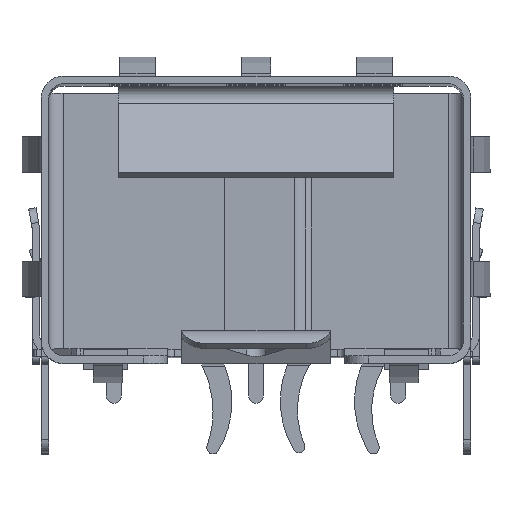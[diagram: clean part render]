
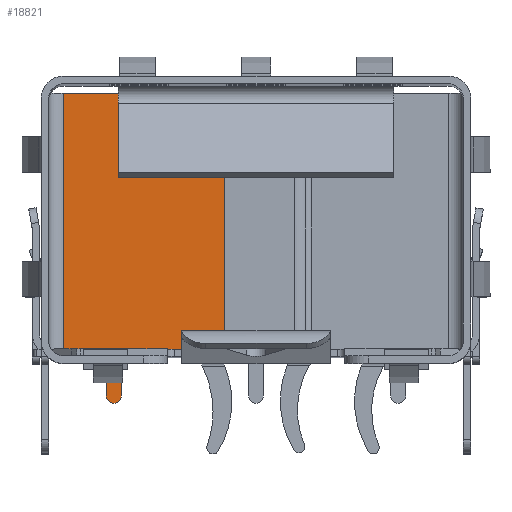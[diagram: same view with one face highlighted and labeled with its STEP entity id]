
A CAD part, top view. The second image highlights one B-rep face of the part: STEP entity #18821.
In plain terms, the highlighted planar face has unit normal (0, 0, 1).
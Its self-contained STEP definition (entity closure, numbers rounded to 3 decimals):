
#287 = CARTESIAN_POINT ( 'NONE',  ( -4.25, -9.21, -48.446 ) ) ;
#394 = CARTESIAN_POINT ( 'NONE',  ( -4.64, -0.5, -48.446 ) ) ;
#493 = CARTESIAN_POINT ( 'NONE',  ( 7.25, -0.5, -48.446 ) ) ;
#1509 = EDGE_CURVE ( 'NONE', #36400, #13479, #8396, .T. ) ;
#2251 = CARTESIAN_POINT ( 'NONE',  ( -5.35, -9.51, -48.446 ) ) ;
#2612 = CARTESIAN_POINT ( 'NONE',  ( -4.55, -9.51, -48.446 ) ) ;
#2649 = AXIS2_PLACEMENT_3D ( 'NONE', #3366, #34297, #18657 ) ;
#2827 = LINE ( 'NONE', #14238, #26579 ) ;
#2828 = ORIENTED_EDGE ( 'NONE', *, *, #39354, .T. ) ;
#3366 = CARTESIAN_POINT ( 'NONE',  ( -4.25, -9.51, -48.446 ) ) ;
#3733 = VECTOR ( 'NONE', #31025, 1000. ) ;
#4098 = DIRECTION ( 'NONE',  ( 0., 1., 0. ) ) ;
#4569 = ORIENTED_EDGE ( 'NONE', *, *, #25397, .F. ) ;
#4788 = CARTESIAN_POINT ( 'NONE',  ( -4.64, -0.5, -48.446 ) ) ;
#4886 = AXIS2_PLACEMENT_3D ( 'NONE', #2251, #4989, #36208 ) ;
#4895 = ORIENTED_EDGE ( 'NONE', *, *, #30319, .T. ) ;
#4973 = EDGE_CURVE ( 'NONE', #31642, #14320, #19422, .T. ) ;
#4989 = DIRECTION ( 'NONE',  ( 0., 0., -1. ) ) ;
#5022 = LINE ( 'NONE', #28870, #9882 ) ;
#5306 = ORIENTED_EDGE ( 'NONE', *, *, #10313, .T. ) ;
#5875 = ORIENTED_EDGE ( 'NONE', *, *, #10314, .F. ) ;
#7018 = VERTEX_POINT ( 'NONE', #35026 ) ;
#7312 = EDGE_CURVE ( 'NONE', #37079, #36400, #20174, .T. ) ;
#8296 = EDGE_CURVE ( 'NONE', #15436, #31642, #17066, .T. ) ;
#8396 = LINE ( 'NONE', #8908, #23887 ) ;
#8463 = DIRECTION ( 'NONE',  ( 0., 1., 0. ) ) ;
#8803 = CIRCLE ( 'NONE', #27556, 0.25 ) ;
#8908 = CARTESIAN_POINT ( 'NONE',  ( -1.06, -0.5, -48.446 ) ) ;
#9882 = VECTOR ( 'NONE', #38541, 1000. ) ;
#10275 = CIRCLE ( 'NONE', #2649, 0.3 ) ;
#10313 = EDGE_CURVE ( 'NONE', #7018, #13731, #39918, .T. ) ;
#10314 = EDGE_CURVE ( 'NONE', #7018, #23084, #31607, .T. ) ;
#10833 = CARTESIAN_POINT ( 'NONE',  ( -5.05, -9.51, -48.446 ) ) ;
#10992 = EDGE_CURVE ( 'NONE', #13479, #27834, #2827, .T. ) ;
#11433 = DIRECTION ( 'NONE',  ( 0., -1., 0. ) ) ;
#13106 = DIRECTION ( 'NONE',  ( 0., -1., 0. ) ) ;
#13479 = VERTEX_POINT ( 'NONE', #37996 ) ;
#13731 = VERTEX_POINT ( 'NONE', #30037 ) ;
#14238 = CARTESIAN_POINT ( 'NONE',  ( -6.5, 0., -48.446 ) ) ;
#14320 = VERTEX_POINT ( 'NONE', #33679 ) ;
#14362 = VERTEX_POINT ( 'NONE', #2612 ) ;
#14587 = FACE_OUTER_BOUND ( 'NONE', #15468, .T. ) ;
#15059 = VECTOR ( 'NONE', #8463, 1000. ) ;
#15361 = ORIENTED_EDGE ( 'NONE', *, *, #31460, .F. ) ;
#15436 = VERTEX_POINT ( 'NONE', #32869 ) ;
#15468 = EDGE_LOOP ( 'NONE', ( #2828, #23583, #24876, #34587, #15361, #5875, #5306, #4569, #19955, #30555, #4895, #30985 ) ) ;
#16220 = DIRECTION ( 'NONE',  ( 1., 0., 0. ) ) ;
#17066 = CIRCLE ( 'NONE', #4886, 0.3 ) ;
#17415 = EDGE_CURVE ( 'NONE', #32428, #14362, #35520, .T. ) ;
#17682 = CARTESIAN_POINT ( 'NONE',  ( -5.05, -0.5, -48.446 ) ) ;
#18657 = DIRECTION ( 'NONE',  ( 1., 0., 0. ) ) ;
#18821 = ADVANCED_FACE ( 'NONE', ( #14587 ), #28543, .T. ) ;
#19422 = LINE ( 'NONE', #17682, #27675 ) ;
#19588 = CARTESIAN_POINT ( 'NONE',  ( -4.8, -10.71, -48.446 ) ) ;
#19955 = ORIENTED_EDGE ( 'NONE', *, *, #8296, .T. ) ;
#19989 = CARTESIAN_POINT ( 'NONE',  ( -6.5, -0.5, -48.446 ) ) ;
#20174 = LINE ( 'NONE', #30748, #3733 ) ;
#22650 = LINE ( 'NONE', #394, #23591 ) ;
#23084 = VERTEX_POINT ( 'NONE', #4788 ) ;
#23307 = VECTOR ( 'NONE', #13106, 1000. ) ;
#23583 = ORIENTED_EDGE ( 'NONE', *, *, #7312, .T. ) ;
#23591 = VECTOR ( 'NONE', #4098, 1000. ) ;
#23887 = VECTOR ( 'NONE', #24070, 1000. ) ;
#24070 = DIRECTION ( 'NONE',  ( 0., 1., 0. ) ) ;
#24340 = CARTESIAN_POINT ( 'NONE',  ( -4.64, 0., -48.446 ) ) ;
#24835 = VECTOR ( 'NONE', #16220, 1000. ) ;
#24876 = ORIENTED_EDGE ( 'NONE', *, *, #1509, .T. ) ;
#25397 = EDGE_CURVE ( 'NONE', #15436, #13731, #5022, .T. ) ;
#26579 = VECTOR ( 'NONE', #27127, 1000. ) ;
#27127 = DIRECTION ( 'NONE',  ( -1., 0., 0. ) ) ;
#27556 = AXIS2_PLACEMENT_3D ( 'NONE', #19588, #32107, #38374 ) ;
#27675 = VECTOR ( 'NONE', #11433, 1000. ) ;
#27834 = VERTEX_POINT ( 'NONE', #24340 ) ;
#28543 = PLANE ( 'NONE',  #36588 ) ;
#28574 = CARTESIAN_POINT ( 'NONE',  ( -6.5, -0.5, -48.446 ) ) ;
#28870 = CARTESIAN_POINT ( 'NONE',  ( -7.25, -9.21, -48.446 ) ) ;
#30037 = CARTESIAN_POINT ( 'NONE',  ( -6.5, -9.21, -48.446 ) ) ;
#30164 = CARTESIAN_POINT ( 'NONE',  ( -4.55, -0.5, -48.446 ) ) ;
#30319 = EDGE_CURVE ( 'NONE', #14320, #32428, #8803, .T. ) ;
#30555 = ORIENTED_EDGE ( 'NONE', *, *, #4973, .T. ) ;
#30748 = CARTESIAN_POINT ( 'NONE',  ( -6.5, -9.21, -48.446 ) ) ;
#30985 = ORIENTED_EDGE ( 'NONE', *, *, #17415, .T. ) ;
#31025 = DIRECTION ( 'NONE',  ( 1., 0., 0. ) ) ;
#31460 = EDGE_CURVE ( 'NONE', #23084, #27834, #22650, .T. ) ;
#31607 = LINE ( 'NONE', #493, #24835 ) ;
#31642 = VERTEX_POINT ( 'NONE', #10833 ) ;
#32107 = DIRECTION ( 'NONE',  ( 0., 0., 1. ) ) ;
#32220 = DIRECTION ( 'NONE',  ( 1., 0., 0. ) ) ;
#32428 = VERTEX_POINT ( 'NONE', #33170 ) ;
#32869 = CARTESIAN_POINT ( 'NONE',  ( -5.35, -9.21, -48.446 ) ) ;
#33170 = CARTESIAN_POINT ( 'NONE',  ( -4.55, -10.71, -48.446 ) ) ;
#33679 = CARTESIAN_POINT ( 'NONE',  ( -5.05, -10.71, -48.446 ) ) ;
#34295 = CARTESIAN_POINT ( 'NONE',  ( -1.06, -9.21, -48.446 ) ) ;
#34297 = DIRECTION ( 'NONE',  ( 0., 0., -1. ) ) ;
#34587 = ORIENTED_EDGE ( 'NONE', *, *, #10992, .T. ) ;
#35026 = CARTESIAN_POINT ( 'NONE',  ( -6.5, -0.5, -48.446 ) ) ;
#35520 = LINE ( 'NONE', #30164, #15059 ) ;
#36208 = DIRECTION ( 'NONE',  ( 1., 0., 0. ) ) ;
#36400 = VERTEX_POINT ( 'NONE', #34295 ) ;
#36588 = AXIS2_PLACEMENT_3D ( 'NONE', #19989, #38898, #32220 ) ;
#37079 = VERTEX_POINT ( 'NONE', #287 ) ;
#37996 = CARTESIAN_POINT ( 'NONE',  ( -1.06, 0., -48.446 ) ) ;
#38374 = DIRECTION ( 'NONE',  ( 1., 0., 0. ) ) ;
#38541 = DIRECTION ( 'NONE',  ( -1., 0., 0. ) ) ;
#38898 = DIRECTION ( 'NONE',  ( 0., 0., 1. ) ) ;
#39354 = EDGE_CURVE ( 'NONE', #14362, #37079, #10275, .T. ) ;
#39918 = LINE ( 'NONE', #28574, #23307 ) ;
